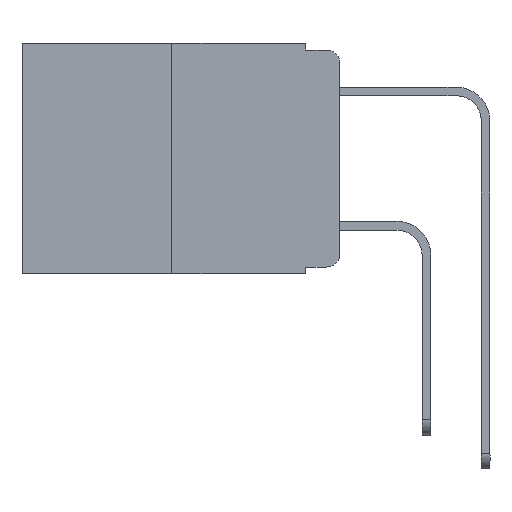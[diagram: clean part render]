
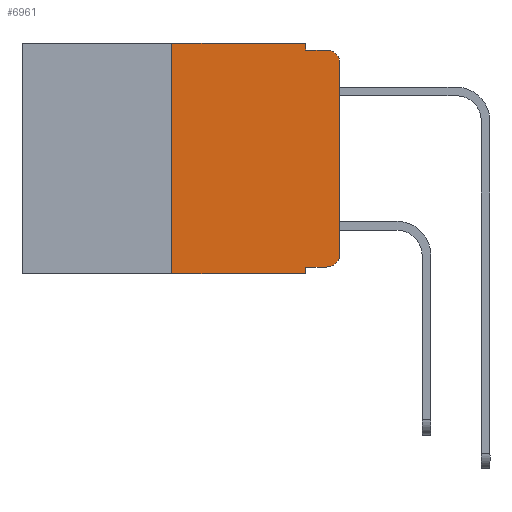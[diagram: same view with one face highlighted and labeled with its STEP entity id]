
A CAD part, left-side view. The second image highlights one B-rep face of the part: STEP entity #6961.
In plain terms, the highlighted planar face has unit normal (-1, 0, 0).
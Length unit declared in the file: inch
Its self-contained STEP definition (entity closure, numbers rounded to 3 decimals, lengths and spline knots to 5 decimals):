
#272 = CARTESIAN_POINT ( 'NONE',  ( 0., 0.473, 0. ) ) ;
#286 = VERTEX_POINT ( 'NONE', #10906 ) ;
#534 = DIRECTION ( 'NONE',  ( 0., 0., -1. ) ) ;
#561 = EDGE_CURVE ( 'NONE', #286, #8964, #11290, .T. ) ;
#767 = AXIS2_PLACEMENT_3D ( 'NONE', #10418, #3666, #10551 ) ;
#989 = FACE_OUTER_BOUND ( 'NONE', #3511, .T. ) ;
#1033 = DIRECTION ( 'NONE',  ( 0., -1., 0. ) ) ;
#1628 = CARTESIAN_POINT ( 'NONE',  ( 0., 0.051, -0.343 ) ) ;
#1976 = VERTEX_POINT ( 'NONE', #4624 ) ;
#2313 = ORIENTED_EDGE ( 'NONE', *, *, #11626, .F. ) ;
#2724 = CARTESIAN_POINT ( 'NONE',  ( 0., 0.051, 0. ) ) ;
#2788 = CARTESIAN_POINT ( 'NONE',  ( 0., 0.051, 0. ) ) ;
#2965 = CARTESIAN_POINT ( 'NONE',  ( 0., 0.051, 0. ) ) ;
#3051 = AXIS2_PLACEMENT_3D ( 'NONE', #5003, #7970, #5485 ) ;
#3088 = VECTOR ( 'NONE', #10176, 39.37008 ) ;
#3511 = EDGE_LOOP ( 'NONE', ( #11944, #5789, #5287, #10704, #6949, #12991, #6763, #2313, #7847, #9811 ) ) ;
#3598 = DIRECTION ( 'NONE',  ( 0., 0., 1. ) ) ;
#3666 = DIRECTION ( 'NONE',  ( -1., 0., 0. ) ) ;
#4089 = VERTEX_POINT ( 'NONE', #10211 ) ;
#4104 = LINE ( 'NONE', #12630, #11216 ) ;
#4624 = CARTESIAN_POINT ( 'NONE',  ( 0., 0.25, -0.343 ) ) ;
#4653 = VERTEX_POINT ( 'NONE', #1628 ) ;
#4684 = VERTEX_POINT ( 'NONE', #10643 ) ;
#4734 = LINE ( 'NONE', #7841, #10118 ) ;
#4748 = CARTESIAN_POINT ( 'NONE',  ( 0., 0.02, -0.03 ) ) ;
#4864 = LINE ( 'NONE', #10919, #10301 ) ;
#4914 = VERTEX_POINT ( 'NONE', #5296 ) ;
#5003 = CARTESIAN_POINT ( 'NONE',  ( 0., 0.473, 0. ) ) ;
#5287 = ORIENTED_EDGE ( 'NONE', *, *, #10208, .F. ) ;
#5296 = CARTESIAN_POINT ( 'NONE',  ( 0., 0.051, -0.333 ) ) ;
#5485 = DIRECTION ( 'NONE',  ( 0., 0., -1. ) ) ;
#5614 = DIRECTION ( 'NONE',  ( -1., 0., 0. ) ) ;
#5789 = ORIENTED_EDGE ( 'NONE', *, *, #6427, .T. ) ;
#5802 = CARTESIAN_POINT ( 'NONE',  ( 0., 0.02, -0.333 ) ) ;
#6243 = EDGE_CURVE ( 'NONE', #11326, #8103, #4104, .T. ) ;
#6339 = VECTOR ( 'NONE', #13063, 39.37008 ) ;
#6427 = EDGE_CURVE ( 'NONE', #8103, #4684, #8548, .T. ) ;
#6754 = EDGE_CURVE ( 'NONE', #1976, #286, #4734, .T. ) ;
#6763 = ORIENTED_EDGE ( 'NONE', *, *, #7308, .T. ) ;
#6852 = VERTEX_POINT ( 'NONE', #5802 ) ;
#6949 = ORIENTED_EDGE ( 'NONE', *, *, #561, .F. ) ;
#6961 = ADVANCED_FACE ( 'NONE', ( #989 ), #7081, .F. ) ;
#6986 = CARTESIAN_POINT ( 'NONE',  ( 0., 0.051, -0.333 ) ) ;
#7073 = DIRECTION ( 'NONE',  ( 0., 0., -1. ) ) ;
#7081 = PLANE ( 'NONE',  #3051 ) ;
#7308 = EDGE_CURVE ( 'NONE', #1976, #4653, #4864, .T. ) ;
#7841 = CARTESIAN_POINT ( 'NONE',  ( 0., 0.25, 0. ) ) ;
#7847 = ORIENTED_EDGE ( 'NONE', *, *, #12889, .T. ) ;
#7882 = LINE ( 'NONE', #6986, #11441 ) ;
#7970 = DIRECTION ( 'NONE',  ( 1., 0., 0. ) ) ;
#8082 = LINE ( 'NONE', #12985, #3088 ) ;
#8103 = VERTEX_POINT ( 'NONE', #10068 ) ;
#8275 = DIRECTION ( 'NONE',  ( 0., 0., 1. ) ) ;
#8463 = CIRCLE ( 'NONE', #767, 0.02 ) ;
#8548 = CIRCLE ( 'NONE', #11962, 0.02 ) ;
#8887 = LINE ( 'NONE', #2788, #11878 ) ;
#8964 = VERTEX_POINT ( 'NONE', #2965 ) ;
#9811 = ORIENTED_EDGE ( 'NONE', *, *, #10950, .T. ) ;
#9935 = DIRECTION ( 'NONE',  ( 0., -1., 0. ) ) ;
#10068 = CARTESIAN_POINT ( 'NONE',  ( 0., 0., -0.03 ) ) ;
#10118 = VECTOR ( 'NONE', #3598, 39.37008 ) ;
#10176 = DIRECTION ( 'NONE',  ( 0., -1., 0. ) ) ;
#10208 = EDGE_CURVE ( 'NONE', #4089, #4684, #8082, .T. ) ;
#10211 = CARTESIAN_POINT ( 'NONE',  ( 0., 0.051, -0.01 ) ) ;
#10301 = VECTOR ( 'NONE', #9935, 39.37008 ) ;
#10335 = CARTESIAN_POINT ( 'NONE',  ( 0., 0., -0.313 ) ) ;
#10418 = CARTESIAN_POINT ( 'NONE',  ( 0., 0.02, -0.313 ) ) ;
#10551 = DIRECTION ( 'NONE',  ( 0., 0., -1. ) ) ;
#10643 = CARTESIAN_POINT ( 'NONE',  ( 0., 0.02, -0.01 ) ) ;
#10704 = ORIENTED_EDGE ( 'NONE', *, *, #12361, .F. ) ;
#10906 = CARTESIAN_POINT ( 'NONE',  ( 0., 0.25, 0. ) ) ;
#10919 = CARTESIAN_POINT ( 'NONE',  ( 0., 0.473, -0.343 ) ) ;
#10950 = EDGE_CURVE ( 'NONE', #6852, #11326, #8463, .T. ) ;
#11216 = VECTOR ( 'NONE', #8275, 39.37008 ) ;
#11290 = LINE ( 'NONE', #272, #12497 ) ;
#11326 = VERTEX_POINT ( 'NONE', #10335 ) ;
#11441 = VECTOR ( 'NONE', #12003, 39.37008 ) ;
#11626 = EDGE_CURVE ( 'NONE', #4914, #4653, #8887, .T. ) ;
#11878 = VECTOR ( 'NONE', #7073, 39.37008 ) ;
#11944 = ORIENTED_EDGE ( 'NONE', *, *, #6243, .T. ) ;
#11962 = AXIS2_PLACEMENT_3D ( 'NONE', #4748, #5614, #534 ) ;
#12003 = DIRECTION ( 'NONE',  ( 0., -1., 0. ) ) ;
#12361 = EDGE_CURVE ( 'NONE', #8964, #4089, #12861, .T. ) ;
#12497 = VECTOR ( 'NONE', #1033, 39.37008 ) ;
#12630 = CARTESIAN_POINT ( 'NONE',  ( 0., 0., 0. ) ) ;
#12861 = LINE ( 'NONE', #2724, #6339 ) ;
#12889 = EDGE_CURVE ( 'NONE', #4914, #6852, #7882, .T. ) ;
#12985 = CARTESIAN_POINT ( 'NONE',  ( 0., 0.051, -0.01 ) ) ;
#12991 = ORIENTED_EDGE ( 'NONE', *, *, #6754, .F. ) ;
#13063 = DIRECTION ( 'NONE',  ( 0., 0., -1. ) ) ;
